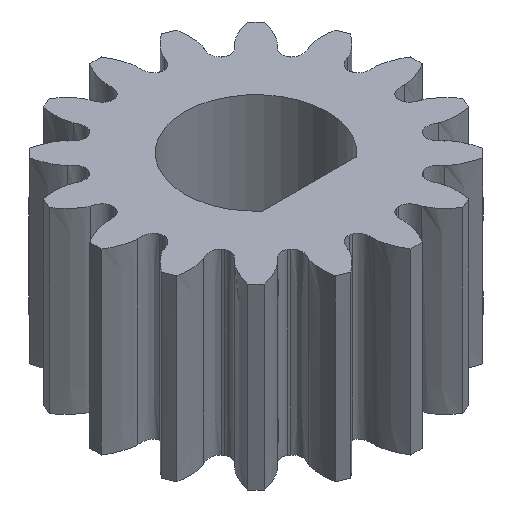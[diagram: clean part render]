
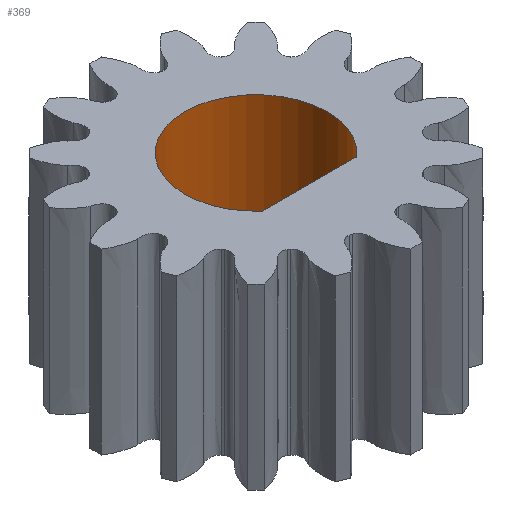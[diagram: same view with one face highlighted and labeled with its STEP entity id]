
A CAD part, isometric view. The second image highlights one B-rep face of the part: STEP entity #369.
In plain terms, the highlighted cylindrical face has radius 4 mm (diameter 8 mm), a partial arc.
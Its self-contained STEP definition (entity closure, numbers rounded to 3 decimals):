
#369=ADVANCED_FACE('',(#486),#469,.F.);
#469=CYLINDRICAL_SURFACE('',#2081,4.);
#486=FACE_OUTER_BOUND('',#584,.T.);
#584=EDGE_LOOP('',(#720,#721,#722,#723));
#686=CIRCLE('',#2079,4.);
#687=CIRCLE('',#2080,4.);
#720=ORIENTED_EDGE('',*,*,#1504,.F.);
#721=ORIENTED_EDGE('',*,*,#1505,.T.);
#722=ORIENTED_EDGE('',*,*,#1506,.F.);
#723=ORIENTED_EDGE('',*,*,#1507,.F.);
#1308=VERTEX_POINT('',#2425);
#1309=VERTEX_POINT('',#2426);
#1310=VERTEX_POINT('',#2428);
#1311=VERTEX_POINT('',#2430);
#1504=EDGE_CURVE('',#1308,#1309,#1798,.T.);
#1505=EDGE_CURVE('',#1308,#1310,#686,.T.);
#1506=EDGE_CURVE('',#1311,#1310,#1799,.T.);
#1507=EDGE_CURVE('',#1309,#1311,#687,.T.);
#1798=LINE('',#2424,#1898);
#1799=LINE('',#2429,#1899);
#1898=VECTOR('',#2135,1.);
#1899=VECTOR('',#2138,1.);
#2079=AXIS2_PLACEMENT_3D('',#2427,#2136,#2137);
#2080=AXIS2_PLACEMENT_3D('',#2431,#2139,#2140);
#2081=AXIS2_PLACEMENT_3D('',#2432,#2141,#2142);
#2135=DIRECTION('',(0.,0.,-1.));
#2136=DIRECTION('',(0.,0.,1.));
#2137=DIRECTION('',(1.,0.,0.));
#2138=DIRECTION('',(0.,0.,1.));
#2139=DIRECTION('',(0.,0.,1.));
#2140=DIRECTION('',(1.,0.,0.));
#2141=DIRECTION('',(0.,0.,1.));
#2142=DIRECTION('',(1.,0.,0.));
#2424=CARTESIAN_POINT('',(2.646,-3.,10.));
#2425=CARTESIAN_POINT('',(2.646,-3.,10.));
#2426=CARTESIAN_POINT('',(2.646,-3.,0.));
#2427=CARTESIAN_POINT('',(0.,0.,10.));
#2428=CARTESIAN_POINT('',(-2.646,-3.,10.));
#2429=CARTESIAN_POINT('',(-2.646,-3.,10.));
#2430=CARTESIAN_POINT('',(-2.646,-3.,0.));
#2431=CARTESIAN_POINT('',(0.,0.,0.));
#2432=CARTESIAN_POINT('',(0.,0.,0.));
